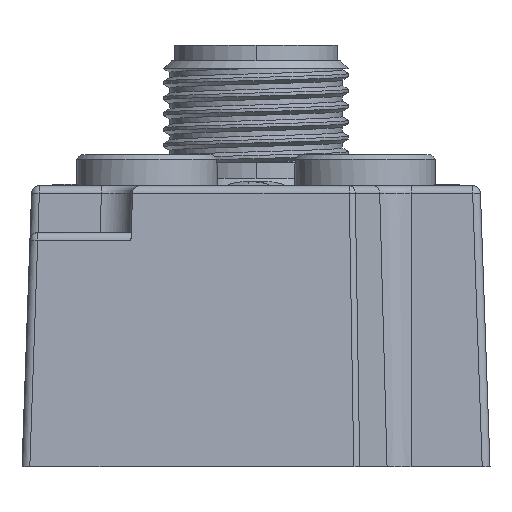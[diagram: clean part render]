
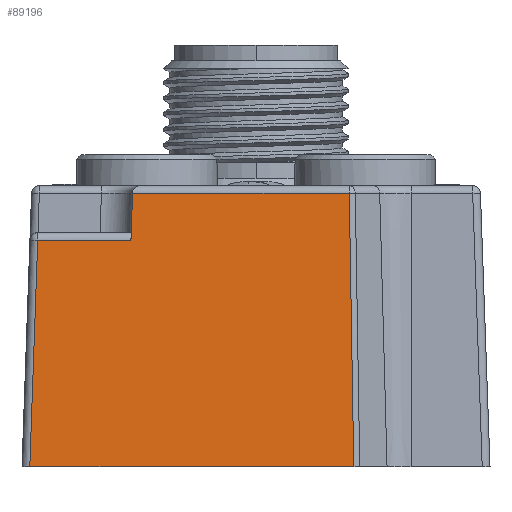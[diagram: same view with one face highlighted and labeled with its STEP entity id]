
A CAD part, front view. The second image highlights one B-rep face of the part: STEP entity #89196.
In plain terms, the highlighted planar face has unit normal (0, -0.999, 0.035).
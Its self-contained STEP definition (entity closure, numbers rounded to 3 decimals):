
#27158=DIRECTION('',(1.,0.,0.));
#27159=VECTOR('',#27158,13.891);
#27160=CARTESIAN_POINT('',(20.088,-73.098,
17.693));
#27161=LINE('',#27160,#27159);
#27242=DIRECTION('',(-1.,0.,0.));
#27243=VECTOR('',#27242,20.765);
#27244=CARTESIAN_POINT('',(34.266,-73.71,
0.177));
#27245=LINE('',#27244,#27243);
#31581=DIRECTION('',(-0.035,-0.035,-0.999));
#31582=VECTOR('',#31581,14.535);
#31583=CARTESIAN_POINT('',(14.007,-73.203,
14.693));
#31584=LINE('',#31583,#31582);
#31585=DIRECTION('',(-0.035,-0.035,-0.999));
#31586=VECTOR('',#31585,3.004);
#31587=CARTESIAN_POINT('',(20.088,-73.098,
17.693));
#31588=LINE('',#31587,#31586);
#31589=DIRECTION('',(-0.016,0.035,0.999));
#31590=VECTOR('',#31589,17.53);
#31591=CARTESIAN_POINT('',(34.266,-73.71,
0.177));
#31592=LINE('',#31591,#31590);
#31593=CARTESIAN_POINT('',(19.984,-73.203,
14.693));
#31599=DIRECTION('',(1.,0.,0.));
#31600=VECTOR('',#31599,5.976);
#31601=CARTESIAN_POINT('',(14.007,-73.203,
14.693));
#31602=LINE('',#31601,#31600);
#32770=CARTESIAN_POINT('',(34.266,-73.71,
0.177));
#32771=CARTESIAN_POINT('',(13.5,-73.71,
0.177));
#32772=VERTEX_POINT('',#32770);
#32773=VERTEX_POINT('',#32771);
#34165=CARTESIAN_POINT('',(33.979,-73.098,
17.693));
#34167=VERTEX_POINT('',#34165);
#34821=CARTESIAN_POINT('',(20.088,-73.098,
17.693));
#34822=VERTEX_POINT('',#34821);
#35633=CARTESIAN_POINT('',(14.007,-73.203,
14.693));
#35634=VERTEX_POINT('',#35633);
#38846=VERTEX_POINT('',#31593);
#89180=CARTESIAN_POINT('',(42.999,-73.71,
0.177));
#89181=DIRECTION('',(0.,-0.999,0.035));
#89182=DIRECTION('',(-1.,0.,0.));
#89183=AXIS2_PLACEMENT_3D('',#89180,#89181,#89182);
#89184=PLANE('',#89183);
#89185=ORIENTED_EDGE('',*,*,#83477,.T.);
#89186=ORIENTED_EDGE('',*,*,#89175,.F.);
#89188=ORIENTED_EDGE('',*,*,#89187,.T.);
#89190=ORIENTED_EDGE('',*,*,#89189,.F.);
#89191=ORIENTED_EDGE('',*,*,#83352,.T.);
#89193=ORIENTED_EDGE('',*,*,#89192,.F.);
#89194=EDGE_LOOP('',(#89185,#89186,#89188,#89190,#89191,#89193));
#89195=FACE_OUTER_BOUND('',#89194,.F.);
#89196=ADVANCED_FACE('',(#89195),#89184,.T.);
#83352=EDGE_CURVE('',#34822,#34167,#27161,.T.);
#83477=EDGE_CURVE('',#32772,#32773,#27245,.T.);
#89175=EDGE_CURVE('',#35634,#32773,#31584,.T.);
#89187=EDGE_CURVE('',#35634,#38846,#31602,.T.);
#89189=EDGE_CURVE('',#34822,#38846,#31588,.T.);
#89192=EDGE_CURVE('',#32772,#34167,#31592,.T.);
